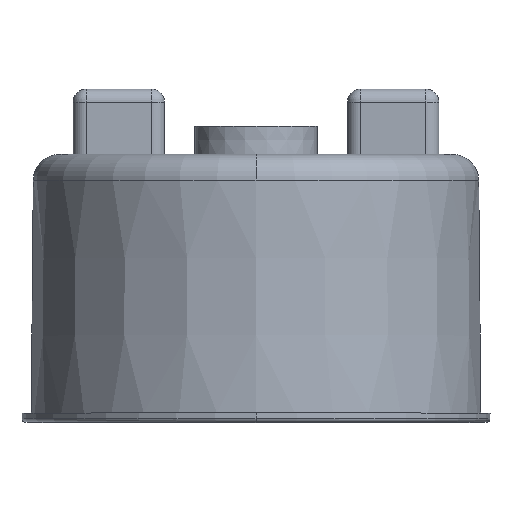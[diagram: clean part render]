
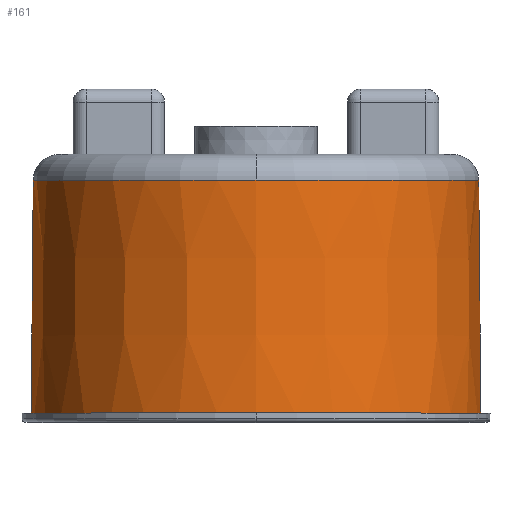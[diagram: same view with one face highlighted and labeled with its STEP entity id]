
A CAD part, top view. The second image highlights one B-rep face of the part: STEP entity #161.
In plain terms, the highlighted conical face has half-angle 0.5 degrees and reference radius 17.2 mm.
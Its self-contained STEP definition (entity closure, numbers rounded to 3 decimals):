
#7 = EDGE_LOOP ( 'NONE', ( #1315, #868, #1353, #1516, #1265 ) ) ;
#29 = CONICAL_SURFACE ( 'NONE', #1355, 17.2, 0.009 ) ;
#51 = DIRECTION ( 'NONE',  ( 1., 0., 0. ) ) ;
#54 = EDGE_CURVE ( 'NONE', #104, #247, #315, .T. ) ;
#65 = CIRCLE ( 'NONE', #1569, 17.045 ) ;
#73 = CARTESIAN_POINT ( 'NONE',  ( 0., 18.517, 0. ) ) ;
#104 = VERTEX_POINT ( 'NONE', #1536 ) ;
#161 = ADVANCED_FACE ( 'NONE', ( #914 ), #29, .T. ) ;
#198 = DIRECTION ( 'NONE',  ( 0., 0., -1. ) ) ;
#247 = VERTEX_POINT ( 'NONE', #348 ) ;
#282 = CARTESIAN_POINT ( 'NONE',  ( -17.2, 0.7, 0. ) ) ;
#315 = LINE ( 'NONE', #282, #1048 ) ;
#340 = CARTESIAN_POINT ( 'NONE',  ( 0., 18.517, 0. ) ) ;
#348 = CARTESIAN_POINT ( 'NONE',  ( -17.2, 0.7, 0. ) ) ;
#479 = EDGE_CURVE ( 'NONE', #1383, #104, #65, .T. ) ;
#496 = CARTESIAN_POINT ( 'NONE',  ( 17.2, 0.7, 0. ) ) ;
#525 = CIRCLE ( 'NONE', #1298, 17.2 ) ;
#576 = VECTOR ( 'NONE', #1115, 1000. ) ;
#604 = DIRECTION ( 'NONE',  ( 1., 0., 0. ) ) ;
#689 = CARTESIAN_POINT ( 'NONE',  ( 0., 0.7, 0. ) ) ;
#780 = EDGE_CURVE ( 'NONE', #1583, #1383, #1397, .T. ) ;
#829 = DIRECTION ( 'NONE',  ( 0., -1., 0. ) ) ;
#861 = DIRECTION ( 'NONE',  ( 0., -1., 0. ) ) ;
#868 = ORIENTED_EDGE ( 'NONE', *, *, #479, .T. ) ;
#914 = FACE_OUTER_BOUND ( 'NONE', #7, .T. ) ;
#935 = CARTESIAN_POINT ( 'NONE',  ( 17.2, 0.7, 0. ) ) ;
#1048 = VECTOR ( 'NONE', #1405, 1000. ) ;
#1100 = EDGE_CURVE ( 'NONE', #247, #1189, #525, .T. ) ;
#1115 = DIRECTION ( 'NONE',  ( 0.009, -1., 0. ) ) ;
#1189 = VERTEX_POINT ( 'NONE', #935 ) ;
#1199 = CARTESIAN_POINT ( 'NONE',  ( 0., 0.7, 0. ) ) ;
#1213 = DIRECTION ( 'NONE',  ( 0., 0., -1. ) ) ;
#1265 = ORIENTED_EDGE ( 'NONE', *, *, #1345, .F. ) ;
#1296 = DIRECTION ( 'NONE',  ( 0., -1., 0. ) ) ;
#1298 = AXIS2_PLACEMENT_3D ( 'NONE', #1199, #1453, #604 ) ;
#1315 = ORIENTED_EDGE ( 'NONE', *, *, #780, .T. ) ;
#1342 = CARTESIAN_POINT ( 'NONE',  ( 17.045, 18.517, 0. ) ) ;
#1345 = EDGE_CURVE ( 'NONE', #1583, #1189, #1449, .T. ) ;
#1353 = ORIENTED_EDGE ( 'NONE', *, *, #54, .T. ) ;
#1355 = AXIS2_PLACEMENT_3D ( 'NONE', #689, #1296, #51 ) ;
#1383 = VERTEX_POINT ( 'NONE', #1473 ) ;
#1397 = CIRCLE ( 'NONE', #1476, 17.045 ) ;
#1405 = DIRECTION ( 'NONE',  ( -0.009, -1., 0. ) ) ;
#1449 = LINE ( 'NONE', #496, #576 ) ;
#1453 = DIRECTION ( 'NONE',  ( 0., 1., 0. ) ) ;
#1473 = CARTESIAN_POINT ( 'NONE',  ( 0., 18.517, 17.045 ) ) ;
#1476 = AXIS2_PLACEMENT_3D ( 'NONE', #73, #829, #198 ) ;
#1516 = ORIENTED_EDGE ( 'NONE', *, *, #1100, .T. ) ;
#1536 = CARTESIAN_POINT ( 'NONE',  ( -17.045, 18.517, 0. ) ) ;
#1569 = AXIS2_PLACEMENT_3D ( 'NONE', #340, #861, #1213 ) ;
#1583 = VERTEX_POINT ( 'NONE', #1342 ) ;
